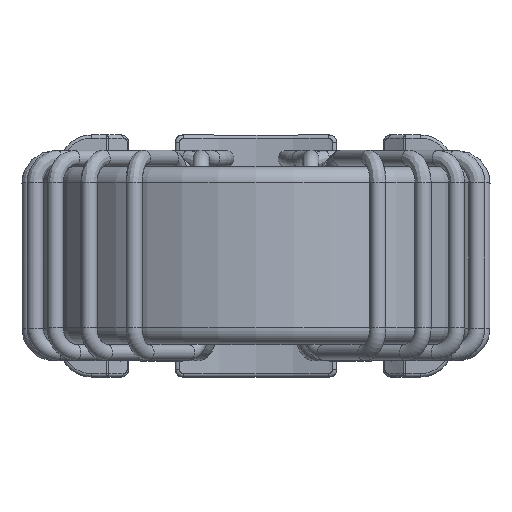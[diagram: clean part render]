
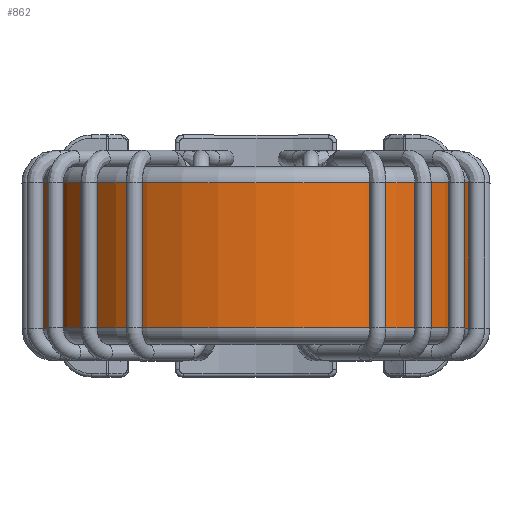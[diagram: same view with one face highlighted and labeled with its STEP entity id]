
A CAD part, top view. The second image highlights one B-rep face of the part: STEP entity #862.
In plain terms, the highlighted cylindrical face has radius 6.75 mm (diameter 13.5 mm), a full revolution.
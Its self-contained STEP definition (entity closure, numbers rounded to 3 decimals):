
#862 = ADVANCED_FACE( '', ( #1939, #1940 ), #1941, .T. );
#1939 = FACE_OUTER_BOUND( '', #6585, .T. );
#1940 = FACE_OUTER_BOUND( '', #6586, .T. );
#1941 = CYLINDRICAL_SURFACE( '', #6587, 6.75 );
#6585 = EDGE_LOOP( '', ( #11218 ) );
#6586 = EDGE_LOOP( '', ( #11219 ) );
#6587 = AXIS2_PLACEMENT_3D( '', #11220, #11221, #11222 );
#11218 = ORIENTED_EDGE( '', *, *, #12714, .T. );
#11219 = ORIENTED_EDGE( '', *, *, #12439, .T. );
#11220 = CARTESIAN_POINT( '', ( 0., -2.75, 9.2 ) );
#11221 = DIRECTION( '', ( 0., -1., 0. ) );
#11222 = DIRECTION( '', ( 0., 0., 1. ) );
#12439 = EDGE_CURVE( '', #13526, #13526, #13527, .T. );
#12714 = EDGE_CURVE( '', #13957, #13957, #13958, .F. );
#13526 = VERTEX_POINT( '', #15272 );
#13527 = CIRCLE( '', #15273, 6.75 );
#13957 = VERTEX_POINT( '', #16237 );
#13958 = CIRCLE( '', #16238, 6.75 );
#15272 = CARTESIAN_POINT( '', ( 0., -2.25, 15.95 ) );
#15273 = AXIS2_PLACEMENT_3D( '', #17446, #17447, #17448 );
#16237 = CARTESIAN_POINT( '', ( 0., 2.25, 15.95 ) );
#16238 = AXIS2_PLACEMENT_3D( '', #17895, #17896, #17897 );
#17446 = CARTESIAN_POINT( '', ( 0., -2.25, 9.2 ) );
#17447 = DIRECTION( '', ( 0., 1., 0. ) );
#17448 = DIRECTION( '', ( 0., 0., 1. ) );
#17895 = CARTESIAN_POINT( '', ( 0., 2.25, 9.2 ) );
#17896 = DIRECTION( '', ( 0., 1., 0. ) );
#17897 = DIRECTION( '', ( 0., 0., 1. ) );
